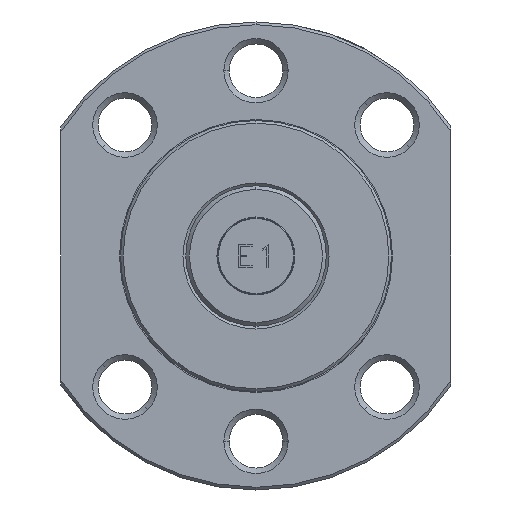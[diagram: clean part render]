
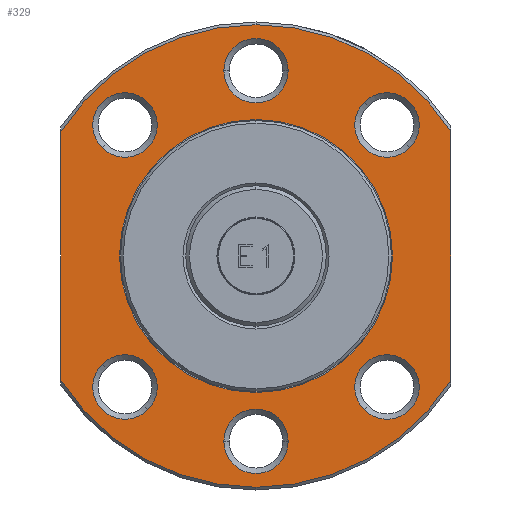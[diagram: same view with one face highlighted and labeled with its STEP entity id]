
A CAD part, left-side view. The second image highlights one B-rep face of the part: STEP entity #329.
In plain terms, the highlighted planar face has unit normal (-1, 0, 0).
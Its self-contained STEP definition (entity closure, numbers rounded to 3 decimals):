
#329=ADVANCED_FACE('',(#761,#762,#763,#764,#765,#766,#767,#768),#769,.T.);
#761=FACE_BOUND('',#1334,.T.);
#762=FACE_BOUND('',#1335,.T.);
#763=FACE_BOUND('',#1336,.T.);
#764=FACE_BOUND('',#1337,.T.);
#765=FACE_BOUND('',#1338,.T.);
#766=FACE_BOUND('',#1339,.T.);
#767=FACE_BOUND('',#1340,.T.);
#768=FACE_OUTER_BOUND('',#1341,.T.);
#769=PLANE('',#1342);
#1334=EDGE_LOOP('',(#2088,#2089));
#1335=EDGE_LOOP('',(#2090,#2091));
#1336=EDGE_LOOP('',(#2092,#2093));
#1337=EDGE_LOOP('',(#2094,#2095));
#1338=EDGE_LOOP('',(#2096,#2097));
#1339=EDGE_LOOP('',(#2098,#2099));
#1340=EDGE_LOOP('',(#2100,#2101));
#1341=EDGE_LOOP('',(#2102,#2103,#2104,#2105,#2106,#2107));
#1342=AXIS2_PLACEMENT_3D('',#2108,#2109,#2110);
#2088=ORIENTED_EDGE('',*,*,#3453,.T.);
#2089=ORIENTED_EDGE('',*,*,#3510,.T.);
#2090=ORIENTED_EDGE('',*,*,#3440,.T.);
#2091=ORIENTED_EDGE('',*,*,#3511,.T.);
#2092=ORIENTED_EDGE('',*,*,#3427,.T.);
#2093=ORIENTED_EDGE('',*,*,#3512,.T.);
#2094=ORIENTED_EDGE('',*,*,#3414,.T.);
#2095=ORIENTED_EDGE('',*,*,#3513,.T.);
#2096=ORIENTED_EDGE('',*,*,#3401,.T.);
#2097=ORIENTED_EDGE('',*,*,#3514,.T.);
#2098=ORIENTED_EDGE('',*,*,#3388,.T.);
#2099=ORIENTED_EDGE('',*,*,#3515,.T.);
#2100=ORIENTED_EDGE('',*,*,#3360,.F.);
#2101=ORIENTED_EDGE('',*,*,#3516,.F.);
#2102=ORIENTED_EDGE('',*,*,#3505,.T.);
#2103=ORIENTED_EDGE('',*,*,#3517,.T.);
#2104=ORIENTED_EDGE('',*,*,#3466,.T.);
#2105=ORIENTED_EDGE('',*,*,#3518,.T.);
#2106=ORIENTED_EDGE('',*,*,#3365,.T.);
#2107=ORIENTED_EDGE('',*,*,#3519,.T.);
#2108=CARTESIAN_POINT('',(301.0,0.0,18.861));
#2109=DIRECTION('',(-1.0,0.0,0.0));
#2110=DIRECTION('',(0.0,0.0,1.0));
#3360=EDGE_CURVE('',#3973,#3976,#3977,.T.);
#3365=EDGE_CURVE('',#3985,#3982,#3986,.T.);
#3388=EDGE_CURVE('',#4018,#4020,#4022,.T.);
#3401=EDGE_CURVE('',#4039,#4041,#4043,.T.);
#3414=EDGE_CURVE('',#4060,#4062,#4064,.T.);
#3427=EDGE_CURVE('',#4081,#4083,#4085,.T.);
#3440=EDGE_CURVE('',#4102,#4104,#4106,.T.);
#3453=EDGE_CURVE('',#4123,#4125,#4127,.T.);
#3466=EDGE_CURVE('',#4144,#4146,#4148,.T.);
#3505=EDGE_CURVE('',#4206,#4204,#4207,.T.);
#3510=EDGE_CURVE('',#4125,#4123,#4214,.T.);
#3511=EDGE_CURVE('',#4104,#4102,#4215,.T.);
#3512=EDGE_CURVE('',#4083,#4081,#4216,.T.);
#3513=EDGE_CURVE('',#4062,#4060,#4217,.T.);
#3514=EDGE_CURVE('',#4041,#4039,#4218,.T.);
#3515=EDGE_CURVE('',#4020,#4018,#4219,.T.);
#3516=EDGE_CURVE('',#3976,#3973,#4220,.T.);
#3517=EDGE_CURVE('',#4204,#4144,#4221,.T.);
#3518=EDGE_CURVE('',#4146,#3985,#4222,.T.);
#3519=EDGE_CURVE('',#3982,#4206,#4223,.T.);
#3973=VERTEX_POINT('',#4853);
#3976=VERTEX_POINT('',#4857);
#3977=CIRCLE('',#4858,14.0);
#3982=VERTEX_POINT('',#4864);
#3985=VERTEX_POINT('',#4868);
#3986=CIRCLE('',#4869,23.722);
#4018=VERTEX_POINT('',#4926);
#4020=VERTEX_POINT('',#4929);
#4022=CIRCLE('',#4932,3.3);
#4039=VERTEX_POINT('',#4953);
#4041=VERTEX_POINT('',#4956);
#4043=CIRCLE('',#4959,3.3);
#4060=VERTEX_POINT('',#4980);
#4062=VERTEX_POINT('',#4983);
#4064=CIRCLE('',#4986,3.3);
#4081=VERTEX_POINT('',#5007);
#4083=VERTEX_POINT('',#5010);
#4085=CIRCLE('',#5013,3.3);
#4102=VERTEX_POINT('',#5034);
#4104=VERTEX_POINT('',#5037);
#4106=CIRCLE('',#5040,3.3);
#4123=VERTEX_POINT('',#5061);
#4125=VERTEX_POINT('',#5064);
#4127=CIRCLE('',#5067,3.3);
#4144=VERTEX_POINT('',#5096);
#4146=VERTEX_POINT('',#5099);
#4148=CIRCLE('',#5110,23.722);
#4204=VERTEX_POINT('',#5254);
#4206=VERTEX_POINT('',#5265);
#4207=LINE('',#5266,#5267);
#4214=CIRCLE('',#5293,3.3);
#4215=CIRCLE('',#5294,3.3);
#4216=CIRCLE('',#5295,3.3);
#4217=CIRCLE('',#5296,3.3);
#4218=CIRCLE('',#5297,3.3);
#4219=CIRCLE('',#5298,3.3);
#4220=CIRCLE('',#5299,14.0);
#4221=CIRCLE('',#5300,23.722);
#4222=LINE('',#5301,#5302);
#4223=CIRCLE('',#5303,23.722);
#4853=CARTESIAN_POINT('',(301.0,0.0,14.0));
#4857=CARTESIAN_POINT('',(301.0,0.,-14.0));
#4858=AXIS2_PLACEMENT_3D('',#6232,#6233,#6234);
#4864=CARTESIAN_POINT('',(301.0,0.,-23.722));
#4868=CARTESIAN_POINT('',(301.0,20.0,-12.757));
#4869=AXIS2_PLACEMENT_3D('',#6240,#6241,#6242);
#4926=CARTESIAN_POINT('',(301.0,11.102,15.768));
#4929=CARTESIAN_POINT('',(301.0,15.768,11.102));
#4932=AXIS2_PLACEMENT_3D('',#6270,#6271,#6272);
#4953=CARTESIAN_POINT('',(301.0,-3.3,19.0));
#4956=CARTESIAN_POINT('',(301.0,3.3,19.0));
#4959=AXIS2_PLACEMENT_3D('',#6288,#6289,#6290);
#4980=CARTESIAN_POINT('',(301.0,-15.768,11.102));
#4983=CARTESIAN_POINT('',(301.0,-11.102,15.768));
#4986=AXIS2_PLACEMENT_3D('',#6306,#6307,#6308);
#5007=CARTESIAN_POINT('',(301.0,-11.102,-15.768));
#5010=CARTESIAN_POINT('',(301.0,-15.768,-11.102));
#5013=AXIS2_PLACEMENT_3D('',#6324,#6325,#6326);
#5034=CARTESIAN_POINT('',(301.0,3.3,-19.0));
#5037=CARTESIAN_POINT('',(301.0,-3.3,-19.0));
#5040=AXIS2_PLACEMENT_3D('',#6342,#6343,#6344);
#5061=CARTESIAN_POINT('',(301.0,15.768,-11.102));
#5064=CARTESIAN_POINT('',(301.0,11.102,-15.768));
#5067=AXIS2_PLACEMENT_3D('',#6360,#6361,#6362);
#5096=CARTESIAN_POINT('',(301.0,0.,23.722));
#5099=CARTESIAN_POINT('',(301.0,20.0,12.757));
#5110=AXIS2_PLACEMENT_3D('',#6376,#6377,#6378);
#5254=CARTESIAN_POINT('',(301.0,-20.0,12.757));
#5265=CARTESIAN_POINT('',(301.0,-20.0,-12.757));
#5266=CARTESIAN_POINT('',(301.0,-20.0,9.431));
#5267=VECTOR('',#6421,1.0);
#5293=AXIS2_PLACEMENT_3D('',#6423,#6424,#6425);
#5294=AXIS2_PLACEMENT_3D('',#6426,#6427,#6428);
#5295=AXIS2_PLACEMENT_3D('',#6429,#6430,#6431);
#5296=AXIS2_PLACEMENT_3D('',#6432,#6433,#6434);
#5297=AXIS2_PLACEMENT_3D('',#6435,#6436,#6437);
#5298=AXIS2_PLACEMENT_3D('',#6438,#6439,#6440);
#5299=AXIS2_PLACEMENT_3D('',#6441,#6442,#6443);
#5300=AXIS2_PLACEMENT_3D('',#6444,#6445,#6446);
#5301=CARTESIAN_POINT('',(301.0,20.0,9.431));
#5302=VECTOR('',#6447,1.0);
#5303=AXIS2_PLACEMENT_3D('',#6448,#6449,#6450);
#6232=CARTESIAN_POINT('',(301.0,0.0,0.0));
#6233=DIRECTION('',(-1.0,0.0,0.0));
#6234=DIRECTION('',(0.0,0.0,1.0));
#6240=CARTESIAN_POINT('',(301.0,0.0,0.0));
#6241=DIRECTION('',(-1.0,0.0,0.0));
#6242=DIRECTION('',(0.0,0.0,1.0));
#6270=CARTESIAN_POINT('',(301.0,13.435,13.435));
#6271=DIRECTION('',(1.0,0.0,-0.0));
#6272=DIRECTION('',(0.0,-0.707,0.707));
#6288=CARTESIAN_POINT('',(301.0,0.0,19.0));
#6289=DIRECTION('',(1.0,0.0,-0.0));
#6290=DIRECTION('',(0.0,-1.0,0.0));
#6306=CARTESIAN_POINT('',(301.0,-13.435,13.435));
#6307=DIRECTION('',(1.0,0.0,0.0));
#6308=DIRECTION('',(0.0,-0.707,-0.707));
#6324=CARTESIAN_POINT('',(301.0,-13.435,-13.435));
#6325=DIRECTION('',(1.0,-0.0,0.0));
#6326=DIRECTION('',(0.0,0.707,-0.707));
#6342=CARTESIAN_POINT('',(301.0,0.0,-19.0));
#6343=DIRECTION('',(1.0,0.0,-0.0));
#6344=DIRECTION('',(0.0,1.0,0.0));
#6360=CARTESIAN_POINT('',(301.0,13.435,-13.435));
#6361=DIRECTION('',(1.0,0.0,-0.0));
#6362=DIRECTION('',(0.0,0.707,0.707));
#6376=CARTESIAN_POINT('',(301.0,0.0,0.0));
#6377=DIRECTION('',(-1.0,0.0,0.0));
#6378=DIRECTION('',(0.0,0.0,1.0));
#6421=DIRECTION('',(0.0,0.0,1.0));
#6423=CARTESIAN_POINT('',(301.0,13.435,-13.435));
#6424=DIRECTION('',(1.0,0.0,-0.0));
#6425=DIRECTION('',(0.0,0.707,0.707));
#6426=CARTESIAN_POINT('',(301.0,0.0,-19.0));
#6427=DIRECTION('',(1.0,0.0,-0.0));
#6428=DIRECTION('',(0.0,1.0,0.0));
#6429=CARTESIAN_POINT('',(301.0,-13.435,-13.435));
#6430=DIRECTION('',(1.0,-0.0,0.0));
#6431=DIRECTION('',(0.0,0.707,-0.707));
#6432=CARTESIAN_POINT('',(301.0,-13.435,13.435));
#6433=DIRECTION('',(1.0,0.0,0.0));
#6434=DIRECTION('',(0.0,-0.707,-0.707));
#6435=CARTESIAN_POINT('',(301.0,0.0,19.0));
#6436=DIRECTION('',(1.0,0.0,-0.0));
#6437=DIRECTION('',(0.0,-1.0,0.0));
#6438=CARTESIAN_POINT('',(301.0,13.435,13.435));
#6439=DIRECTION('',(1.0,0.0,-0.0));
#6440=DIRECTION('',(0.0,-0.707,0.707));
#6441=CARTESIAN_POINT('',(301.0,0.0,0.0));
#6442=DIRECTION('',(-1.0,0.0,0.0));
#6443=DIRECTION('',(0.0,0.0,1.0));
#6444=CARTESIAN_POINT('',(301.0,0.0,0.0));
#6445=DIRECTION('',(-1.0,0.0,0.0));
#6446=DIRECTION('',(0.0,0.0,1.0));
#6447=DIRECTION('',(0.0,0.0,-1.0));
#6448=CARTESIAN_POINT('',(301.0,0.0,0.0));
#6449=DIRECTION('',(-1.0,0.0,0.0));
#6450=DIRECTION('',(0.0,0.0,1.0));
